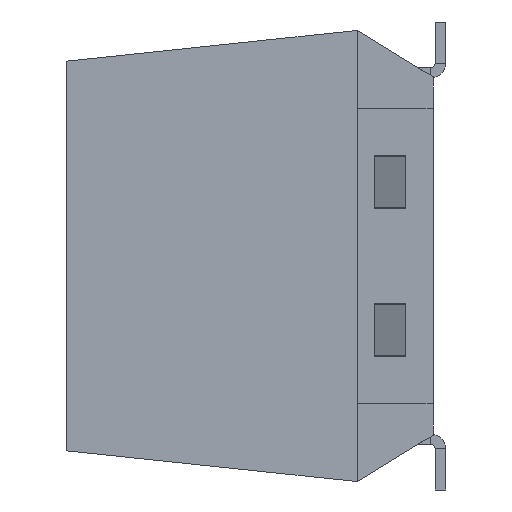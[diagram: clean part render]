
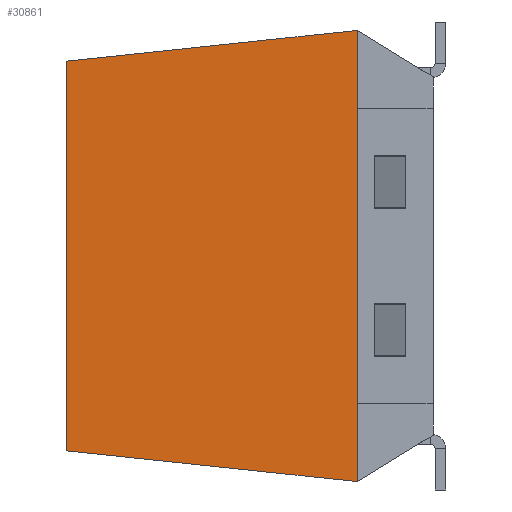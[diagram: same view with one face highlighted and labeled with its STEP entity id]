
A CAD part, left-side view. The second image highlights one B-rep face of the part: STEP entity #30861.
In plain terms, the highlighted planar face has unit normal (-1, 0.015, 0).
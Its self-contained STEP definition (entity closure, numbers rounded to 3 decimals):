
#26985 = PLANE('',#26986);
#26986 = AXIS2_PLACEMENT_3D('',#26987,#26988,#26989);
#26987 = CARTESIAN_POINT('',(7.52,9.05,0.));
#26988 = DIRECTION('',(0.,1.,0.));
#26989 = DIRECTION('',(-1.,0.,0.));
#27692 = VERTEX_POINT('',#27693);
#27693 = CARTESIAN_POINT('',(-7.52,9.05,-4.62));
#27707 = PLANE('',#27708);
#27708 = AXIS2_PLACEMENT_3D('',#27709,#27710,#27711);
#27709 = CARTESIAN_POINT('',(0.,9.05,-4.62));
#27710 = DIRECTION('',(0.,-0.105,0.994));
#27711 = DIRECTION('',(0.,-0.994,-0.105));
#27719 = EDGE_CURVE('',#27720,#27692,#27722,.T.);
#27720 = VERTEX_POINT('',#27721);
#27721 = CARTESIAN_POINT('',(-7.52,9.05,4.62));
#27722 = SURFACE_CURVE('',#27723,(#27727,#27734),.PCURVE_S1.);
#27723 = LINE('',#27724,#27725);
#27724 = CARTESIAN_POINT('',(-7.52,9.05,0.));
#27725 = VECTOR('',#27726,1.);
#27726 = DIRECTION('',(0.,0.,-1.));
#27727 = PCURVE('',#26985,#27728);
#27728 = DEFINITIONAL_REPRESENTATION('',(#27729),#27733);
#27729 = LINE('',#27730,#27731);
#27730 = CARTESIAN_POINT('',(15.04,0.));
#27731 = VECTOR('',#27732,1.);
#27732 = DIRECTION('',(0.,-1.));
#27733 = ( GEOMETRIC_REPRESENTATION_CONTEXT(2) 
PARAMETRIC_REPRESENTATION_CONTEXT() REPRESENTATION_CONTEXT('2D SPACE',''
  ) );
#27734 = PCURVE('',#27735,#27740);
#27735 = PLANE('',#27736);
#27736 = AXIS2_PLACEMENT_3D('',#27737,#27738,#27739);
#27737 = CARTESIAN_POINT('',(-7.52,9.05,0.));
#27738 = DIRECTION('',(-1.,0.014,0.));
#27739 = DIRECTION('',(-0.014,-1.,0.));
#27740 = DEFINITIONAL_REPRESENTATION('',(#27741),#27745);
#27741 = LINE('',#27742,#27743);
#27742 = CARTESIAN_POINT('',(0.,0.));
#27743 = VECTOR('',#27744,1.);
#27744 = DIRECTION('',(-0.,-1.));
#27745 = ( GEOMETRIC_REPRESENTATION_CONTEXT(2) 
PARAMETRIC_REPRESENTATION_CONTEXT() REPRESENTATION_CONTEXT('2D SPACE',''
  ) );
#27763 = PLANE('',#27764);
#27764 = AXIS2_PLACEMENT_3D('',#27765,#27766,#27767);
#27765 = CARTESIAN_POINT('',(0.,2.15,5.35));
#27766 = DIRECTION('',(0.,-0.105,-0.994));
#27767 = DIRECTION('',(0.,0.994,-0.105));
#29180 = PLANE('',#29181);
#29181 = AXIS2_PLACEMENT_3D('',#29182,#29183,#29184);
#29182 = CARTESIAN_POINT('',(-7.62,2.15,0.));
#29183 = DIRECTION('',(0.,-1.,0.));
#29184 = DIRECTION('',(1.,0.,0.));
#30747 = VERTEX_POINT('',#30748);
#30748 = CARTESIAN_POINT('',(-7.62,2.15,-5.35));
#30769 = EDGE_CURVE('',#27692,#30747,#30770,.T.);
#30770 = SURFACE_CURVE('',#30771,(#30775,#30782),.PCURVE_S1.);
#30771 = LINE('',#30772,#30773);
#30772 = CARTESIAN_POINT('',(-7.516,9.346,
    -4.589));
#30773 = VECTOR('',#30774,1.);
#30774 = DIRECTION('',(-0.014,-0.994,
    -0.105));
#30775 = PCURVE('',#27707,#30776);
#30776 = DEFINITIONAL_REPRESENTATION('',(#30777),#30781);
#30777 = LINE('',#30778,#30779);
#30778 = CARTESIAN_POINT('',(-0.297,-7.516));
#30779 = VECTOR('',#30780,1.);
#30780 = DIRECTION('',(1.,-0.014));
#30781 = ( GEOMETRIC_REPRESENTATION_CONTEXT(2) 
PARAMETRIC_REPRESENTATION_CONTEXT() REPRESENTATION_CONTEXT('2D SPACE',''
  ) );
#30782 = PCURVE('',#27735,#30783);
#30783 = DEFINITIONAL_REPRESENTATION('',(#30784),#30788);
#30784 = LINE('',#30785,#30786);
#30785 = CARTESIAN_POINT('',(-0.296,-4.589));
#30786 = VECTOR('',#30787,1.);
#30787 = DIRECTION('',(0.994,-0.105));
#30788 = ( GEOMETRIC_REPRESENTATION_CONTEXT(2) 
PARAMETRIC_REPRESENTATION_CONTEXT() REPRESENTATION_CONTEXT('2D SPACE',''
  ) );
#30794 = EDGE_CURVE('',#30795,#27720,#30797,.T.);
#30795 = VERTEX_POINT('',#30796);
#30796 = CARTESIAN_POINT('',(-7.62,2.15,5.35));
#30797 = SURFACE_CURVE('',#30798,(#30802,#30809),.PCURVE_S1.);
#30798 = LINE('',#30799,#30800);
#30799 = CARTESIAN_POINT('',(-7.566,5.896,
    4.954));
#30800 = VECTOR('',#30801,1.);
#30801 = DIRECTION('',(0.014,0.994,-0.105
    ));
#30802 = PCURVE('',#27763,#30803);
#30803 = DEFINITIONAL_REPRESENTATION('',(#30804),#30808);
#30804 = LINE('',#30805,#30806);
#30805 = CARTESIAN_POINT('',(3.767,-7.566));
#30806 = VECTOR('',#30807,1.);
#30807 = DIRECTION('',(1.,0.014));
#30808 = ( GEOMETRIC_REPRESENTATION_CONTEXT(2) 
PARAMETRIC_REPRESENTATION_CONTEXT() REPRESENTATION_CONTEXT('2D SPACE',''
  ) );
#30809 = PCURVE('',#27735,#30810);
#30810 = DEFINITIONAL_REPRESENTATION('',(#30811),#30815);
#30811 = LINE('',#30812,#30813);
#30812 = CARTESIAN_POINT('',(3.154,4.954));
#30813 = VECTOR('',#30814,1.);
#30814 = DIRECTION('',(-0.994,-0.105));
#30815 = ( GEOMETRIC_REPRESENTATION_CONTEXT(2) 
PARAMETRIC_REPRESENTATION_CONTEXT() REPRESENTATION_CONTEXT('2D SPACE',''
  ) );
#30861 = ADVANCED_FACE('',(#30862),#27735,.T.);
#30862 = FACE_BOUND('',#30863,.T.);
#30863 = EDGE_LOOP('',(#30864,#30865,#30886,#30887));
#30864 = ORIENTED_EDGE('',*,*,#30769,.T.);
#30865 = ORIENTED_EDGE('',*,*,#30866,.F.);
#30866 = EDGE_CURVE('',#30795,#30747,#30867,.T.);
#30867 = SURFACE_CURVE('',#30868,(#30872,#30879),.PCURVE_S1.);
#30868 = LINE('',#30869,#30870);
#30869 = CARTESIAN_POINT('',(-7.62,2.15,0.));
#30870 = VECTOR('',#30871,1.);
#30871 = DIRECTION('',(0.,0.,-1.));
#30872 = PCURVE('',#27735,#30873);
#30873 = DEFINITIONAL_REPRESENTATION('',(#30874),#30878);
#30874 = LINE('',#30875,#30876);
#30875 = CARTESIAN_POINT('',(6.901,0.));
#30876 = VECTOR('',#30877,1.);
#30877 = DIRECTION('',(-0.,-1.));
#30878 = ( GEOMETRIC_REPRESENTATION_CONTEXT(2) 
PARAMETRIC_REPRESENTATION_CONTEXT() REPRESENTATION_CONTEXT('2D SPACE',''
  ) );
#30879 = PCURVE('',#29180,#30880);
#30880 = DEFINITIONAL_REPRESENTATION('',(#30881),#30885);
#30881 = LINE('',#30882,#30883);
#30882 = CARTESIAN_POINT('',(0.,0.));
#30883 = VECTOR('',#30884,1.);
#30884 = DIRECTION('',(0.,-1.));
#30885 = ( GEOMETRIC_REPRESENTATION_CONTEXT(2) 
PARAMETRIC_REPRESENTATION_CONTEXT() REPRESENTATION_CONTEXT('2D SPACE',''
  ) );
#30886 = ORIENTED_EDGE('',*,*,#30794,.T.);
#30887 = ORIENTED_EDGE('',*,*,#27719,.T.);
